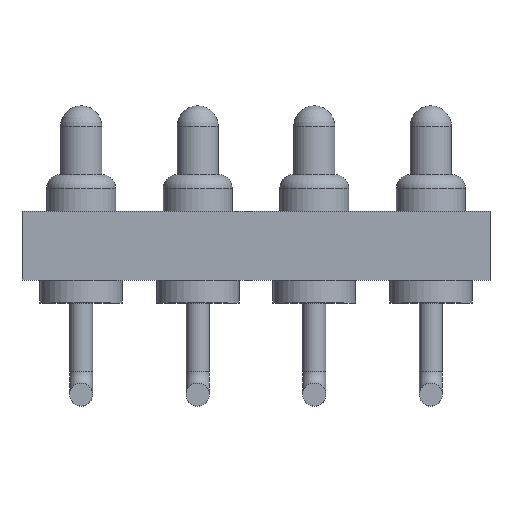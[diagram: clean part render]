
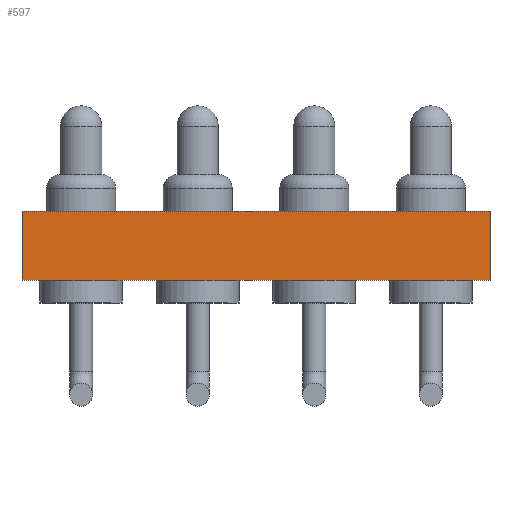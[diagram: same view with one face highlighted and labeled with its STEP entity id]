
A CAD part, top view. The second image highlights one B-rep face of the part: STEP entity #597.
In plain terms, the highlighted planar face has unit normal (0, 0, 1).
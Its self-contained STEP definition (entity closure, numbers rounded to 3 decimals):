
#37=LINE('',#996,#49);
#45=LINE('',#1011,#57);
#46=LINE('',#1013,#58);
#47=LINE('',#1014,#59);
#49=VECTOR('',#781,1.5);
#57=VECTOR('',#793,1.5);
#58=VECTOR('',#796,10.2);
#59=VECTOR('',#797,10.2);
#63=PLANE('',#665);
#133=FACE_OUTER_BOUND('',#191,.T.);
#191=EDGE_LOOP('',(#466,#467,#468,#469));
#338=VERTEX_POINT('',#992);
#340=VERTEX_POINT('',#995);
#344=VERTEX_POINT('',#1007);
#345=VERTEX_POINT('',#1009);
#395=EDGE_CURVE('',#338,#340,#37,.T.);
#403=EDGE_CURVE('',#344,#345,#45,.T.);
#404=EDGE_CURVE('',#344,#338,#46,.T.);
#405=EDGE_CURVE('',#340,#345,#47,.T.);
#466=ORIENTED_EDGE('',*,*,#404,.F.);
#467=ORIENTED_EDGE('',*,*,#403,.T.);
#468=ORIENTED_EDGE('',*,*,#405,.F.);
#469=ORIENTED_EDGE('',*,*,#395,.F.);
#597=ADVANCED_FACE('',(#133),#63,.T.);
#665=AXIS2_PLACEMENT_3D('',#1012,#794,#795);
#781=DIRECTION('',(0.,-1.,0.));
#793=DIRECTION('',(0.,-1.,0.));
#794=DIRECTION('center_axis',(0.,0.,1.));
#795=DIRECTION('ref_axis',(-1.,0.,0.));
#796=DIRECTION('',(1.,0.,0.));
#797=DIRECTION('',(-1.,0.,0.));
#992=CARTESIAN_POINT('',(5.1,0.,1.25));
#995=CARTESIAN_POINT('',(5.1,-1.5,1.25));
#996=CARTESIAN_POINT('',(5.1,0.,1.25));
#1007=CARTESIAN_POINT('',(-5.1,0.,1.25));
#1009=CARTESIAN_POINT('',(-5.1,-1.5,1.25));
#1011=CARTESIAN_POINT('',(-5.1,0.,1.25));
#1012=CARTESIAN_POINT('Origin',(5.1,0.,1.25));
#1013=CARTESIAN_POINT('',(-5.1,0.,1.25));
#1014=CARTESIAN_POINT('',(-5.1,-1.5,1.25));
